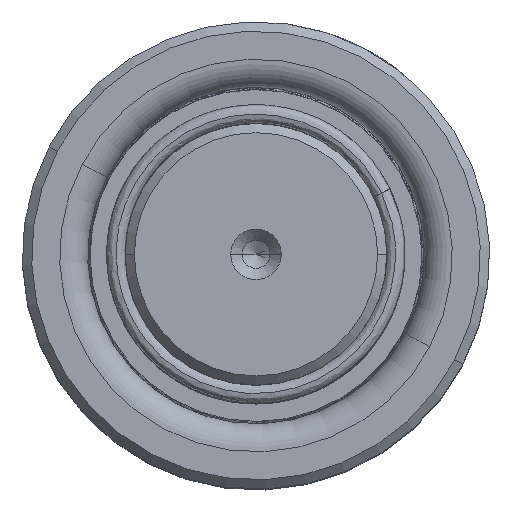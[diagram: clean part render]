
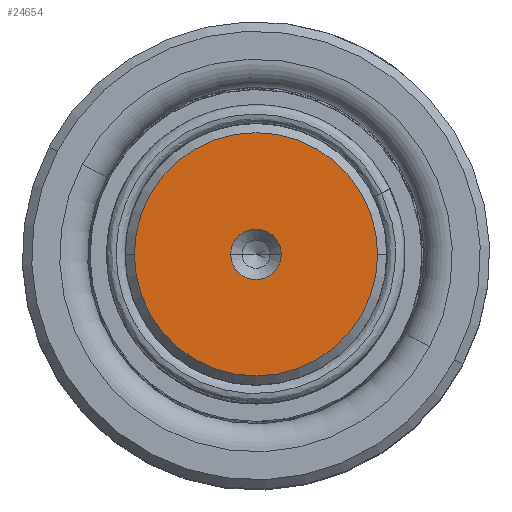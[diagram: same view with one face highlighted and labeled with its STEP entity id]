
A CAD part, top view. The second image highlights one B-rep face of the part: STEP entity #24654.
In plain terms, the highlighted planar face has unit normal (0, 0, 1).
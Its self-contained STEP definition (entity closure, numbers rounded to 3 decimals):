
#2660 = ORIENTED_EDGE ( 'NONE', *, *, #34133, .T. ) ;
#3159 = FACE_BOUND ( 'NONE', #5328, .T. ) ;
#4197 = CARTESIAN_POINT ( 'NONE',  ( 0., 0., 140. ) ) ;
#4306 = FACE_OUTER_BOUND ( 'NONE', #40102, .T. ) ;
#4981 = CIRCLE ( 'NONE', #36564, 13.011 ) ;
#5328 = EDGE_LOOP ( 'NONE', ( #10892, #39647 ) ) ;
#5642 = DIRECTION ( 'NONE',  ( 1., 0., 0. ) ) ;
#5848 = ORIENTED_EDGE ( 'NONE', *, *, #33490, .T. ) ;
#6367 = DIRECTION ( 'NONE',  ( 1., 0., 0. ) ) ;
#7903 = CARTESIAN_POINT ( 'NONE',  ( -13.011, 0., 140. ) ) ;
#9543 = VERTEX_POINT ( 'NONE', #46511 ) ;
#10295 = CIRCLE ( 'NONE', #35380, 13.011 ) ;
#10787 = AXIS2_PLACEMENT_3D ( 'NONE', #4197, #38405, #45577 ) ;
#10892 = ORIENTED_EDGE ( 'NONE', *, *, #48002, .F. ) ;
#11170 = CARTESIAN_POINT ( 'NONE',  ( -2.7, 0., 140. ) ) ;
#14277 = DIRECTION ( 'NONE',  ( 0., 0., 1. ) ) ;
#18232 = AXIS2_PLACEMENT_3D ( 'NONE', #32695, #47612, #6367 ) ;
#19385 = CIRCLE ( 'NONE', #10787, 2.7 ) ;
#23822 = VERTEX_POINT ( 'NONE', #11170 ) ;
#24654 = ADVANCED_FACE ( 'NONE', ( #3159, #4306 ), #25631, .T. ) ;
#25631 = PLANE ( 'NONE',  #40695 ) ;
#26380 = VERTEX_POINT ( 'NONE', #7903 ) ;
#27838 = CARTESIAN_POINT ( 'NONE',  ( 13.011, 0., 140. ) ) ;
#28396 = EDGE_CURVE ( 'NONE', #23822, #9543, #38471, .T. ) ;
#29256 = DIRECTION ( 'NONE',  ( 0., 0., 1. ) ) ;
#32695 = CARTESIAN_POINT ( 'NONE',  ( 0., 0., 140. ) ) ;
#33490 = EDGE_CURVE ( 'NONE', #26380, #48139, #10295, .T. ) ;
#33530 = CARTESIAN_POINT ( 'NONE',  ( 0., 0., 140. ) ) ;
#34133 = EDGE_CURVE ( 'NONE', #48139, #26380, #4981, .T. ) ;
#35380 = AXIS2_PLACEMENT_3D ( 'NONE', #43560, #35915, #5642 ) ;
#35915 = DIRECTION ( 'NONE',  ( 0., 0., 1. ) ) ;
#36456 = DIRECTION ( 'NONE',  ( 1., 0., 0. ) ) ;
#36564 = AXIS2_PLACEMENT_3D ( 'NONE', #40423, #14277, #36456 ) ;
#37179 = DIRECTION ( 'NONE',  ( 1., 0., 0. ) ) ;
#38405 = DIRECTION ( 'NONE',  ( 0., 0., 1. ) ) ;
#38471 = CIRCLE ( 'NONE', #18232, 2.7 ) ;
#39647 = ORIENTED_EDGE ( 'NONE', *, *, #28396, .F. ) ;
#40102 = EDGE_LOOP ( 'NONE', ( #5848, #2660 ) ) ;
#40423 = CARTESIAN_POINT ( 'NONE',  ( 0., 0., 140. ) ) ;
#40695 = AXIS2_PLACEMENT_3D ( 'NONE', #33530, #29256, #37179 ) ;
#43560 = CARTESIAN_POINT ( 'NONE',  ( 0., 0., 140. ) ) ;
#45577 = DIRECTION ( 'NONE',  ( 1., 0., 0. ) ) ;
#46511 = CARTESIAN_POINT ( 'NONE',  ( 2.7, 0., 140. ) ) ;
#47612 = DIRECTION ( 'NONE',  ( 0., 0., 1. ) ) ;
#48002 = EDGE_CURVE ( 'NONE', #9543, #23822, #19385, .T. ) ;
#48139 = VERTEX_POINT ( 'NONE', #27838 ) ;
